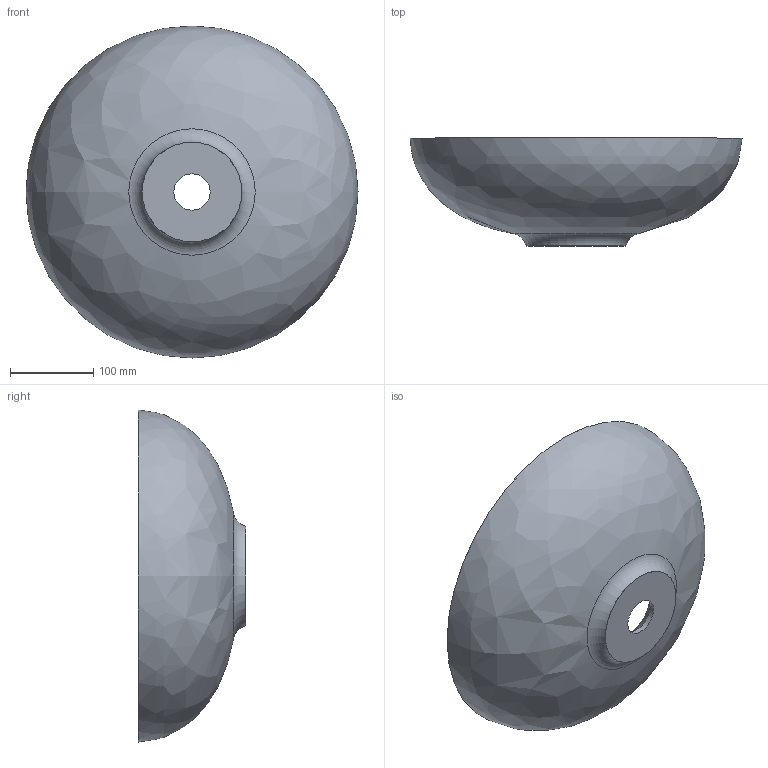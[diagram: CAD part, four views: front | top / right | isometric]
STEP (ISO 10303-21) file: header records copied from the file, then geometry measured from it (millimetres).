
FILE_DESCRIPTION (( 'STEP AP214' ), '1' );
FILE_NAME ('Tobi.STEP', '2023-04-14T08:13:01', ( 'User Windows' ), ( '' ), 'SwSTEP 2.0', 'SolidWorks 2020', '' );
FILE_SCHEMA (( 'AUTOMOTIVE_DESIGN' ));
Length unit declared in the file: millimetre
Products named in the file (1): Tobi
Bounding box: 400 x 130 x 400 mm (x, y, z)
Volume: 1885490.2 mm3; surface area: 375453.4 mm2
Topology: 1 solids, 1 shells, 10 faces, 19 edges, 11 vertices
Faces by surface type: bspline 3, cone 3, plane 2, torus 2
Entity records: 734 total; most frequent: CARTESIAN_POINT 541, DIRECTION 32, ORIENTED_EDGE 20, EDGE_LOOP 20, AXIS2_PLACEMENT_3D 16, FACE_OUTER_BOUND 15, ADVANCED_FACE 10, VERTEX_POINT 10
